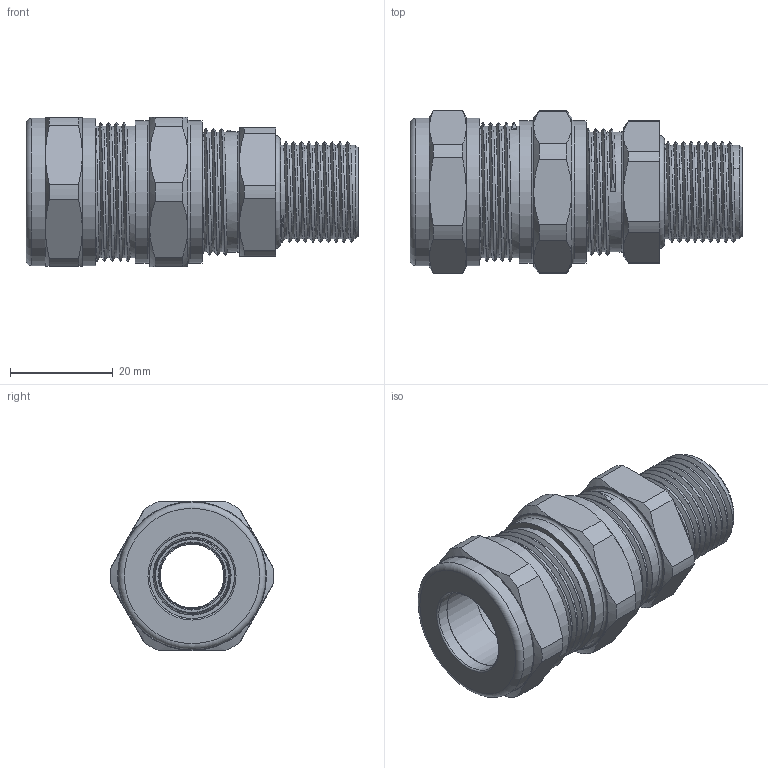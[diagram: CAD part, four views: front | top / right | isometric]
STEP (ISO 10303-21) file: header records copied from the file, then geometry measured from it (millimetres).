
FILE_DESCRIPTION(/* description */ ('RST-Gamma-X-Universal M20'),/* implementation_level */ '2;1');
FILE_NAME(/* name */ 'KBAU1M20-RST.stp',/* time_stamp */ '2019-12-05T11:40:39+01:00',/* author */ ('sl'),/* organization */ (''),/* preprocessor_version */ 'ST-DEVELOPER v16.5',/* originating_system */ 'Autodesk Inventor 2017',/* authorisation */ '');
FILE_SCHEMA (('AUTOMOTIVE_DESIGN { 1 0 10303 214 3 1 1 }'));
Length unit declared in the file: millimetre
Products named in the file (12): KBAU1M20; KBAU1M20_1; KBAU1M20_2; KBAU1M20_3; KBAU1M20_4; KBAU1M20_5; KBAU1M20_6; KBAU1M20_7; RST-Gamma-X-Uni-01-BT-0008-KBAU1M20; KBAU1M20_8; KBAU1M20_9; KBAU1M20_10
Assembly tree (11 placements, depth 2):
  KBAU1M20
    KBAU1M20_1
    KBAU1M20_2
    KBAU1M20_3
    KBAU1M20_4
    KBAU1M20_5
    KBAU1M20_6
    KBAU1M20_7
    RST-Gamma-X-Uni-01-BT-0008-KBAU1M20
    KBAU1M20_8
    KBAU1M20_9
    KBAU1M20_10
Bounding box: 64.48 x 31.78 x 29 mm (x, y, z)
Volume: 19463.8 mm3; surface area: 23306.8 mm2
Topology: 11 solids, 11 shells, 288 faces, 670 edges, 418 vertices
Faces by surface type: cylinder 98, plane 66, cone 45, torus 44, bspline 35
Full cylindrical faces by diameter (mm): 12.36 x1, 12.4 x1, 12.45 x1, 15 x1, 15.192 x1, 15.2 x1, 15.42 x1, 15.518 x1, 16.5 x1, 16.52 x1, 16.96 x1, 17.43 x1, 18 x1, 18.238 x9, 18.66 x1, 18.72 x1, 19.05 x1, 19.8 x1, 20.18 x1, 21.32 x2, 21.47 x2, 21.6 x1, 22.6 x1, 22.75 x1, 23.308 x6, 25.022 x6, 25.548 x6, 26.1 x4, 27.6 x2, 28.63 x2
Entity records: 14996 total; most frequent: CARTESIAN_POINT 9540, DIRECTION 1062, ORIENTED_EDGE 986, EDGE_CURVE 493, AXIS2_PLACEMENT_3D 469, EDGE_LOOP 369, VERTEX_POINT 344, FACE_OUTER_BOUND 260
